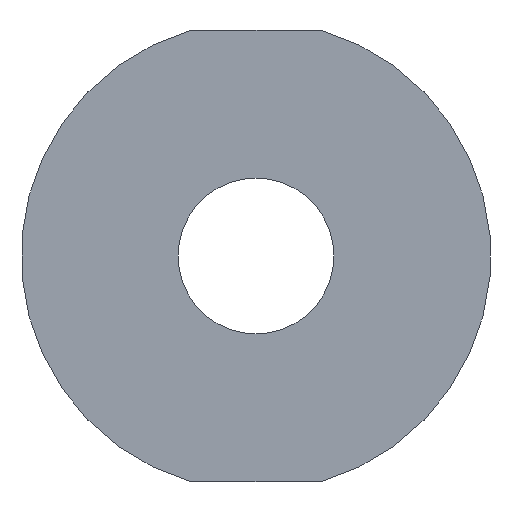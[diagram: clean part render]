
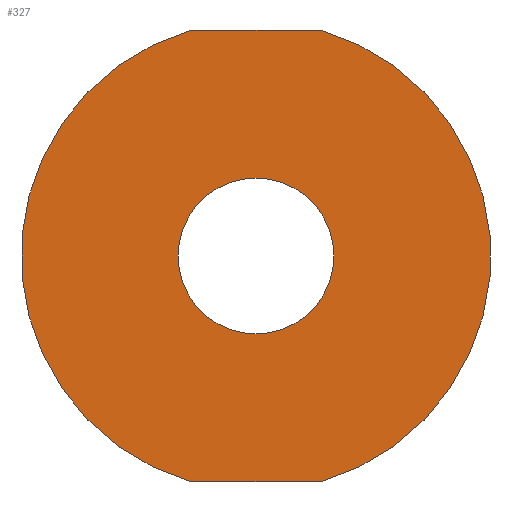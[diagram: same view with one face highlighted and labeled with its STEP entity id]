
A CAD part, front view. The second image highlights one B-rep face of the part: STEP entity #327.
In plain terms, the highlighted planar face has unit normal (0, -1, 0).
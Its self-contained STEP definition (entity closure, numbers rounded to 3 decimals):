
#6 = VERTEX_POINT ( 'NONE', #47 ) ;
#12 = DIRECTION ( 'NONE',  ( 0., 1., 0. ) ) ;
#14 = EDGE_CURVE ( 'NONE', #355, #6, #314, .T. ) ;
#17 = CARTESIAN_POINT ( 'NONE',  ( -3.528, -3.8, -12.2 ) ) ;
#23 = DIRECTION ( 'NONE',  ( 0., 1., 0. ) ) ;
#47 = CARTESIAN_POINT ( 'NONE',  ( -3.528, -3.8, 12.2 ) ) ;
#61 = CARTESIAN_POINT ( 'NONE',  ( 0., -3.8, 0. ) ) ;
#65 = EDGE_CURVE ( 'NONE', #332, #355, #293, .T. ) ;
#67 = ORIENTED_EDGE ( 'NONE', *, *, #288, .F. ) ;
#102 = DIRECTION ( 'NONE',  ( 0., 0., 1. ) ) ;
#105 = VERTEX_POINT ( 'NONE', #218 ) ;
#109 = AXIS2_PLACEMENT_3D ( 'NONE', #488, #12, #397 ) ;
#112 = CIRCLE ( 'NONE', #118, 4.216 ) ;
#118 = AXIS2_PLACEMENT_3D ( 'NONE', #374, #260, #292 ) ;
#146 = CARTESIAN_POINT ( 'NONE',  ( 0., -3.8, 4.216 ) ) ;
#164 = EDGE_CURVE ( 'NONE', #310, #453, #112, .T. ) ;
#170 = ORIENTED_EDGE ( 'NONE', *, *, #244, .F. ) ;
#177 = CARTESIAN_POINT ( 'NONE',  ( 0., -3.8, -4.216 ) ) ;
#178 = PLANE ( 'NONE',  #403 ) ;
#205 = VECTOR ( 'NONE', #344, 1000. ) ;
#210 = EDGE_LOOP ( 'NONE', ( #67, #170, #233, #340 ) ) ;
#218 = CARTESIAN_POINT ( 'NONE',  ( 3.528, -3.8, 12.2 ) ) ;
#232 = VECTOR ( 'NONE', #248, 1000. ) ;
#233 = ORIENTED_EDGE ( 'NONE', *, *, #14, .F. ) ;
#244 = EDGE_CURVE ( 'NONE', #6, #105, #399, .T. ) ;
#248 = DIRECTION ( 'NONE',  ( -1., 0., 0. ) ) ;
#254 = DIRECTION ( 'NONE',  ( 0., 1., 0. ) ) ;
#260 = DIRECTION ( 'NONE',  ( 0., 1., 0. ) ) ;
#278 = FACE_OUTER_BOUND ( 'NONE', #210, .T. ) ;
#287 = CIRCLE ( 'NONE', #423, 4.216 ) ;
#288 = EDGE_CURVE ( 'NONE', #105, #332, #510, .T. ) ;
#292 = DIRECTION ( 'NONE',  ( 0., 0., 1. ) ) ;
#293 = LINE ( 'NONE', #398, #232 ) ;
#295 = ORIENTED_EDGE ( 'NONE', *, *, #164, .T. ) ;
#310 = VERTEX_POINT ( 'NONE', #177 ) ;
#314 = CIRCLE ( 'NONE', #109, 12.7 ) ;
#323 = EDGE_CURVE ( 'NONE', #453, #310, #287, .T. ) ;
#325 = ORIENTED_EDGE ( 'NONE', *, *, #323, .T. ) ;
#327 = ADVANCED_FACE ( 'NONE', ( #377, #278 ), #178, .F. ) ;
#330 = CARTESIAN_POINT ( 'NONE',  ( 0., -3.8, 0. ) ) ;
#332 = VERTEX_POINT ( 'NONE', #505 ) ;
#337 = CARTESIAN_POINT ( 'NONE',  ( 0., -3.8, 0. ) ) ;
#340 = ORIENTED_EDGE ( 'NONE', *, *, #65, .F. ) ;
#344 = DIRECTION ( 'NONE',  ( 1., 0., 0. ) ) ;
#355 = VERTEX_POINT ( 'NONE', #17 ) ;
#374 = CARTESIAN_POINT ( 'NONE',  ( 0., -3.8, 0. ) ) ;
#376 = DIRECTION ( 'NONE',  ( 0., 0., 1. ) ) ;
#377 = FACE_BOUND ( 'NONE', #391, .T. ) ;
#391 = EDGE_LOOP ( 'NONE', ( #325, #295 ) ) ;
#397 = DIRECTION ( 'NONE',  ( 0., 0., 1. ) ) ;
#398 = CARTESIAN_POINT ( 'NONE',  ( -3.528, -3.8, -12.2 ) ) ;
#399 = LINE ( 'NONE', #473, #205 ) ;
#403 = AXIS2_PLACEMENT_3D ( 'NONE', #337, #406, #376 ) ;
#406 = DIRECTION ( 'NONE',  ( 0., 1., 0. ) ) ;
#409 = DIRECTION ( 'NONE',  ( 0., 0., 1. ) ) ;
#423 = AXIS2_PLACEMENT_3D ( 'NONE', #330, #254, #102 ) ;
#453 = VERTEX_POINT ( 'NONE', #146 ) ;
#457 = AXIS2_PLACEMENT_3D ( 'NONE', #61, #23, #409 ) ;
#473 = CARTESIAN_POINT ( 'NONE',  ( -3.528, -3.8, 12.2 ) ) ;
#488 = CARTESIAN_POINT ( 'NONE',  ( 0., -3.8, 0. ) ) ;
#505 = CARTESIAN_POINT ( 'NONE',  ( 3.528, -3.8, -12.2 ) ) ;
#510 = CIRCLE ( 'NONE', #457, 12.7 ) ;
